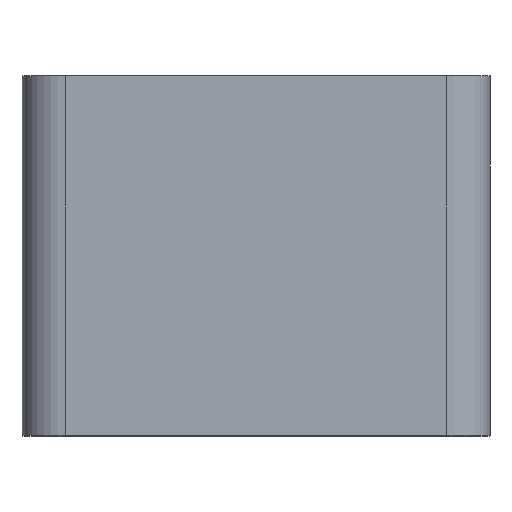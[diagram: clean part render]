
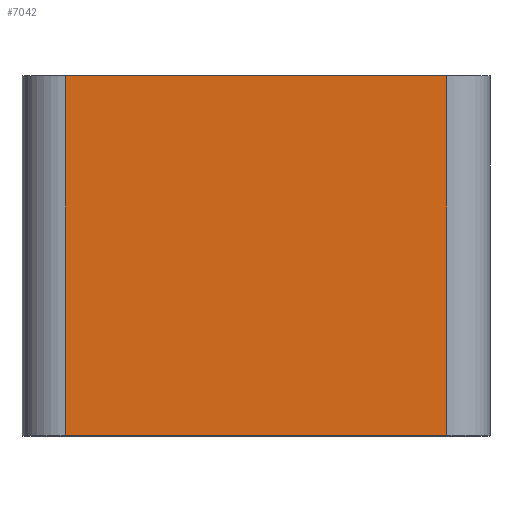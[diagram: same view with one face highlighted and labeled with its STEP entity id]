
A CAD part, top view. The second image highlights one B-rep face of the part: STEP entity #7042.
In plain terms, the highlighted planar face has unit normal (0, 0, 1).
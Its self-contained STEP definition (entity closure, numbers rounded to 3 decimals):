
#1150=FACE_OUTER_BOUND('',#1582,.T.);
#1582=EDGE_LOOP('',(#6483,#6484,#6485,#6486));
#1607=LINE('',#8741,#2174);
#1714=LINE('',#9264,#2281);
#2151=LINE('',#14361,#2718);
#2152=LINE('',#14363,#2719);
#2174=VECTOR('',#7455,10.);
#2281=VECTOR('',#7848,10.);
#2718=VECTOR('',#8681,10.);
#2719=VECTOR('',#8684,10.);
#2737=VERTEX_POINT('',#8738);
#2738=VERTEX_POINT('',#8740);
#2868=VERTEX_POINT('',#9261);
#2869=VERTEX_POINT('',#9263);
#3422=EDGE_CURVE('',#2738,#2737,#1607,.T.);
#3614=EDGE_CURVE('',#2868,#2869,#1714,.T.);
#4433=EDGE_CURVE('',#2737,#2869,#2151,.T.);
#4434=EDGE_CURVE('',#2738,#2868,#2152,.T.);
#6483=ORIENTED_EDGE('',*,*,#3422,.T.);
#6484=ORIENTED_EDGE('',*,*,#4433,.T.);
#6485=ORIENTED_EDGE('',*,*,#3614,.F.);
#6486=ORIENTED_EDGE('',*,*,#4434,.F.);
#6655=PLANE('',#7411);
#7042=ADVANCED_FACE('',(#1150),#6655,.T.);
#7411=AXIS2_PLACEMENT_3D('',#14362,#8682,#8683);
#7455=DIRECTION('',(1.,0.,0.));
#7848=DIRECTION('',(1.,0.,0.));
#8681=DIRECTION('',(0.,1.,0.));
#8682=DIRECTION('center_axis',(0.,0.,1.));
#8683=DIRECTION('ref_axis',(1.,0.,0.));
#8684=DIRECTION('',(0.,1.,0.));
#8738=CARTESIAN_POINT('',(22.,0.,27.));
#8740=CARTESIAN_POINT('',(-22.,0.,27.));
#8741=CARTESIAN_POINT('',(-22.,0.,27.));
#9261=CARTESIAN_POINT('',(-22.,41.5,27.));
#9263=CARTESIAN_POINT('',(22.,41.5,27.));
#9264=CARTESIAN_POINT('',(-22.,41.5,27.));
#14361=CARTESIAN_POINT('',(22.,0.,27.));
#14362=CARTESIAN_POINT('Origin',(-22.,0.,27.));
#14363=CARTESIAN_POINT('',(-22.,0.,27.));
